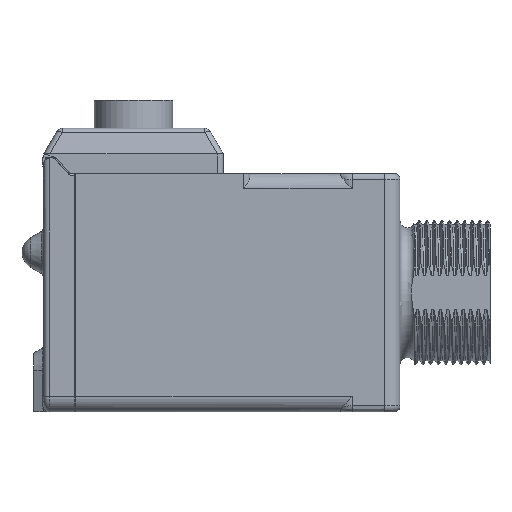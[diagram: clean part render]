
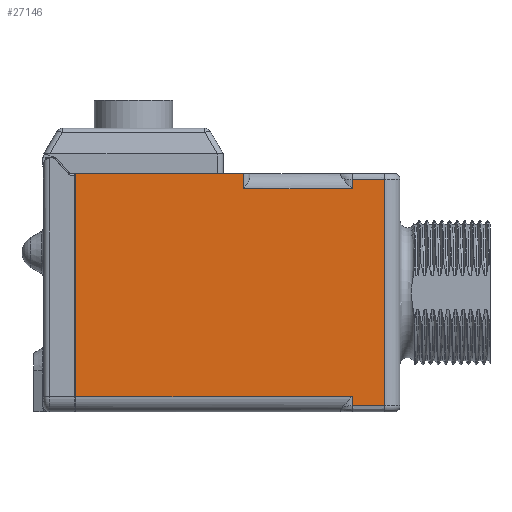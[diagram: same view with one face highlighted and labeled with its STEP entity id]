
A CAD part, left-side view. The second image highlights one B-rep face of the part: STEP entity #27146.
In plain terms, the highlighted planar face has unit normal (-1, 0, 0).
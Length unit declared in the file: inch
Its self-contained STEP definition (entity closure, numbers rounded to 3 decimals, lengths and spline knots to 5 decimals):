
#4313=DIRECTION('',(0.,1.,0.));
#4314=VECTOR('',#4313,1.37165);
#4315=CARTESIAN_POINT('',(-0.875,1.2752,0.97343));
#4316=LINE('',#4315,#4314);
#4375=DIRECTION('',(0.,0.,1.));
#4376=VECTOR('',#4375,1.82165);
#4377=CARTESIAN_POINT('',(-0.875,2.64685,-0.84823));
#4378=LINE('',#4377,#4376);
#4379=DIRECTION('',(0.,0.,1.));
#4380=VECTOR('',#4379,0.1252);
#4381=CARTESIAN_POINT('',(-0.875,1.2752,0.84823));
#4382=LINE('',#4381,#4380);
#4383=DIRECTION('',(0.,0.,-1.));
#4384=VECTOR('',#4383,0.0752);
#4385=CARTESIAN_POINT('',(-0.875,0.39016,
0.92343));
#4386=LINE('',#4385,#4384);
#4387=CARTESIAN_POINT('',(-0.875,0.39016,
0.92343));
#4388=CARTESIAN_POINT('',(-0.875,0.37849,
0.92336));
#4389=CARTESIAN_POINT('',(-0.875,0.35416,
0.92348));
#4390=CARTESIAN_POINT('',(-0.875,0.31463,
0.92341));
#4391=CARTESIAN_POINT('',(-0.875,0.27215,
0.92343));
#4392=CARTESIAN_POINT('',(-0.875,0.22661,
0.92342));
#4393=CARTESIAN_POINT('',(-0.875,0.17791,
0.92343));
#4394=CARTESIAN_POINT('',(-0.875,0.14314,0.92343));
#4395=CARTESIAN_POINT('',(-0.875,0.1252,0.92343));
#4397=DIRECTION('',(0.,0.,-1.));
#4398=VECTOR('',#4397,1.84685);
#4399=CARTESIAN_POINT('',(-0.875,0.1252,0.92343));
#4400=LINE('',#4399,#4398);
#4401=CARTESIAN_POINT('',(-0.875,0.1252,-0.92343));
#4402=CARTESIAN_POINT('',(-0.875,0.143,-0.92343));
#4403=CARTESIAN_POINT('',(-0.875,0.17754,
-0.92343));
#4404=CARTESIAN_POINT('',(-0.875,0.22605,
-0.92342));
#4405=CARTESIAN_POINT('',(-0.875,0.27155,
-0.92343));
#4406=CARTESIAN_POINT('',(-0.875,0.31414,
-0.9234));
#4407=CARTESIAN_POINT('',(-0.875,0.3539,
-0.92349));
#4408=CARTESIAN_POINT('',(-0.875,0.3784,
-0.92333));
#4409=CARTESIAN_POINT('',(-0.875,0.39016,
-0.92343));
#4411=DIRECTION('',(0.,0.,-1.));
#4412=VECTOR('',#4411,0.0752);
#4413=CARTESIAN_POINT('',(-0.875,0.39016,-0.84823));
#4414=LINE('',#4413,#4412);
#4440=DIRECTION('',(0.,1.,0.));
#4441=VECTOR('',#4440,0.88504);
#4442=CARTESIAN_POINT('',(-0.875,0.39016,0.84823));
#4443=LINE('',#4442,#4441);
#4838=DIRECTION('',(0.,-1.,0.));
#4839=VECTOR('',#4838,2.25669);
#4840=CARTESIAN_POINT('',(-0.875,2.64685,-0.84823));
#4841=LINE('',#4840,#4839);
#4856=CARTESIAN_POINT('',(-0.875,0.39016,-0.84823));
#19247=CARTESIAN_POINT('',(-0.875,2.64685,-0.84823));
#19248=CARTESIAN_POINT('',(-0.875,2.64685,0.97343));
#19249=VERTEX_POINT('',#19247);
#19250=VERTEX_POINT('',#19248);
#19339=CARTESIAN_POINT('',(-0.875,0.1252,0.92343));
#19340=VERTEX_POINT('',#19339);
#19342=VERTEX_POINT('',#4387);
#19345=VERTEX_POINT('',#4401);
#19346=VERTEX_POINT('',#4409);
#19365=CARTESIAN_POINT('',(-0.875,0.39016,0.84823));
#19366=VERTEX_POINT('',#19365);
#19372=VERTEX_POINT('',#4856);
#19433=CARTESIAN_POINT('',(-0.875,1.2752,0.97343));
#19435=VERTEX_POINT('',#19433);
#19439=CARTESIAN_POINT('',(-0.875,1.2752,0.84823));
#19440=VERTEX_POINT('',#19439);
#27121=CARTESIAN_POINT('',(-0.875,0.,-0.97343));
#27122=DIRECTION('',(-1.,0.,0.));
#27123=DIRECTION('',(0.,0.,1.));
#27124=AXIS2_PLACEMENT_3D('',#27121,#27122,#27123);
#27125=PLANE('',#27124);
#27126=ORIENTED_EDGE('',*,*,#27097,.T.);
#27127=ORIENTED_EDGE('',*,*,#27067,.F.);
#27129=ORIENTED_EDGE('',*,*,#27128,.F.);
#27131=ORIENTED_EDGE('',*,*,#27130,.F.);
#27133=ORIENTED_EDGE('',*,*,#27132,.F.);
#27135=ORIENTED_EDGE('',*,*,#27134,.T.);
#27137=ORIENTED_EDGE('',*,*,#27136,.T.);
#27139=ORIENTED_EDGE('',*,*,#27138,.T.);
#27141=ORIENTED_EDGE('',*,*,#27140,.F.);
#27143=ORIENTED_EDGE('',*,*,#27142,.F.);
#27144=EDGE_LOOP('',(#27126,#27127,#27129,#27131,#27133,#27135,#27137,#27139,
#27141,#27143));
#27145=FACE_OUTER_BOUND('',#27144,.F.);
#27146=ADVANCED_FACE('',(#27145),#27125,.T.);
#4396=B_SPLINE_CURVE_WITH_KNOTS('',3,(#4387,#4388,#4389,#4390,#4391,#4392,#4393,
#4394,#4395),.UNSPECIFIED.,.F.,.F.,(4,1,1,1,1,1,4),(0.,0.16667,
0.33333,0.5,0.66667,0.83333,1.),
.UNSPECIFIED.);
#4410=B_SPLINE_CURVE_WITH_KNOTS('',3,(#4401,#4402,#4403,#4404,#4405,#4406,#4407,
#4408,#4409),.UNSPECIFIED.,.F.,.F.,(4,1,1,1,1,1,4),(0.,0.16667,
0.33333,0.5,0.66667,0.83333,1.),
.UNSPECIFIED.);
#27067=EDGE_CURVE('',#19435,#19250,#4316,.T.);
#27097=EDGE_CURVE('',#19249,#19250,#4378,.T.);
#27128=EDGE_CURVE('',#19440,#19435,#4382,.T.);
#27130=EDGE_CURVE('',#19366,#19440,#4443,.T.);
#27132=EDGE_CURVE('',#19342,#19366,#4386,.T.);
#27134=EDGE_CURVE('',#19342,#19340,#4396,.T.);
#27136=EDGE_CURVE('',#19340,#19345,#4400,.T.);
#27138=EDGE_CURVE('',#19345,#19346,#4410,.T.);
#27140=EDGE_CURVE('',#19372,#19346,#4414,.T.);
#27142=EDGE_CURVE('',#19249,#19372,#4841,.T.);
